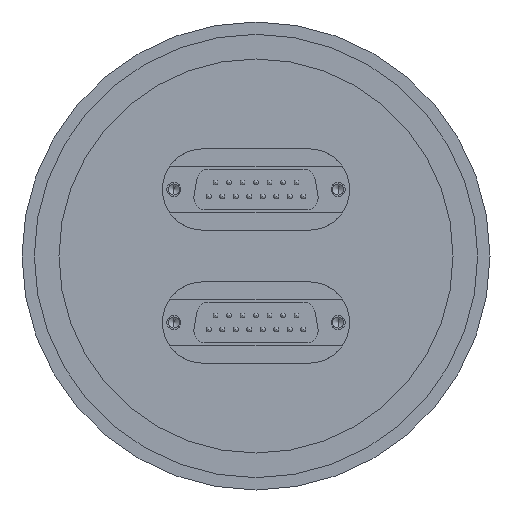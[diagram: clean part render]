
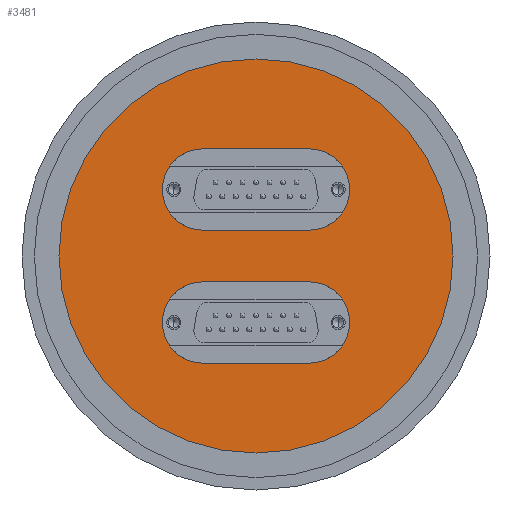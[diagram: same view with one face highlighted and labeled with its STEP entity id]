
A CAD part, front view. The second image highlights one B-rep face of the part: STEP entity #3481.
In plain terms, the highlighted planar face has unit normal (0, -1, 0).
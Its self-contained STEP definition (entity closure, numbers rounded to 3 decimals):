
#1 = ORIENTED_EDGE ( 'NONE', *, *, #3403, .T. ) ;
#62 = DIRECTION ( 'NONE',  ( 0., 0., -1. ) ) ;
#120 = VECTOR ( 'NONE', #519, 1000. ) ;
#121 = VERTEX_POINT ( 'NONE', #3796 ) ;
#176 = CARTESIAN_POINT ( 'NONE',  ( 10.75, -12., 21.75 ) ) ;
#181 = DIRECTION ( 'NONE',  ( 0., 0., -1. ) ) ;
#207 = FACE_OUTER_BOUND ( 'NONE', #2385, .T. ) ;
#218 = DIRECTION ( 'NONE',  ( 0., 0., 1. ) ) ;
#225 = LINE ( 'NONE', #2131, #120 ) ;
#277 = VECTOR ( 'NONE', #3173, 1000. ) ;
#280 = VERTEX_POINT ( 'NONE', #1884 ) ;
#289 = CARTESIAN_POINT ( 'NONE',  ( -10.75, -12., 5.25 ) ) ;
#296 = DIRECTION ( 'NONE',  ( 1., 0., 0. ) ) ;
#319 = LINE ( 'NONE', #3792, #277 ) ;
#322 = DIRECTION ( 'NONE',  ( 0., -1., 0. ) ) ;
#359 = AXIS2_PLACEMENT_3D ( 'NONE', #2288, #322, #2633 ) ;
#397 = DIRECTION ( 'NONE',  ( 0., -1., 0. ) ) ;
#448 = VERTEX_POINT ( 'NONE', #2645 ) ;
#474 = AXIS2_PLACEMENT_3D ( 'NONE', #4103, #2139, #181 ) ;
#519 = DIRECTION ( 'NONE',  ( -1., 0., 0. ) ) ;
#583 = CARTESIAN_POINT ( 'NONE',  ( 10.75, -12., 5.25 ) ) ;
#585 = CARTESIAN_POINT ( 'NONE',  ( -10.75, -12., -21.75 ) ) ;
#630 = CARTESIAN_POINT ( 'NONE',  ( 0., -12., 0. ) ) ;
#650 = CIRCLE ( 'NONE', #1494, 40. ) ;
#739 = DIRECTION ( 'NONE',  ( 1., 0., 0. ) ) ;
#757 = CIRCLE ( 'NONE', #359, 40. ) ;
#802 = EDGE_CURVE ( 'NONE', #1407, #4024, #319, .T. ) ;
#844 = VECTOR ( 'NONE', #296, 1000. ) ;
#891 = CARTESIAN_POINT ( 'NONE',  ( -10.75, -12., -5.25 ) ) ;
#943 = DIRECTION ( 'NONE',  ( 0., 0., -1. ) ) ;
#982 = CARTESIAN_POINT ( 'NONE',  ( 10.75, -12., -21.75 ) ) ;
#1013 = DIRECTION ( 'NONE',  ( 0., 1., 0. ) ) ;
#1052 = ORIENTED_EDGE ( 'NONE', *, *, #3471, .F. ) ;
#1087 = VERTEX_POINT ( 'NONE', #982 ) ;
#1234 = AXIS2_PLACEMENT_3D ( 'NONE', #3000, #1013, #3343 ) ;
#1299 = ORIENTED_EDGE ( 'NONE', *, *, #3118, .T. ) ;
#1354 = PLANE ( 'NONE',  #3256 ) ;
#1407 = VERTEX_POINT ( 'NONE', #583 ) ;
#1428 = CIRCLE ( 'NONE', #1738, 8.25 ) ;
#1477 = CIRCLE ( 'NONE', #1234, 8.25 ) ;
#1494 = AXIS2_PLACEMENT_3D ( 'NONE', #630, #2928, #943 ) ;
#1628 = CIRCLE ( 'NONE', #474, 8.25 ) ;
#1738 = AXIS2_PLACEMENT_3D ( 'NONE', #4144, #2187, #218 ) ;
#1839 = EDGE_CURVE ( 'NONE', #3325, #3151, #225, .T. ) ;
#1849 = VERTEX_POINT ( 'NONE', #176 ) ;
#1884 = CARTESIAN_POINT ( 'NONE',  ( 0., -12., 40. ) ) ;
#1908 = ORIENTED_EDGE ( 'NONE', *, *, #1839, .F. ) ;
#1975 = ORIENTED_EDGE ( 'NONE', *, *, #3061, .F. ) ;
#1985 = ORIENTED_EDGE ( 'NONE', *, *, #3348, .T. ) ;
#2015 = DIRECTION ( 'NONE',  ( 0., -1., 0. ) ) ;
#2067 = EDGE_LOOP ( 'NONE', ( #1, #2445, #1299, #2481 ) ) ;
#2131 = CARTESIAN_POINT ( 'NONE',  ( -10.75, -12., -5.25 ) ) ;
#2139 = DIRECTION ( 'NONE',  ( 0., -1., 0. ) ) ;
#2187 = DIRECTION ( 'NONE',  ( 0., 1., 0. ) ) ;
#2288 = CARTESIAN_POINT ( 'NONE',  ( 0., -12., 0. ) ) ;
#2385 = EDGE_LOOP ( 'NONE', ( #3779, #1985 ) ) ;
#2445 = ORIENTED_EDGE ( 'NONE', *, *, #3322, .T. ) ;
#2464 = EDGE_LOOP ( 'NONE', ( #1052, #4172, #1908, #1975 ) ) ;
#2481 = ORIENTED_EDGE ( 'NONE', *, *, #802, .T. ) ;
#2598 = LINE ( 'NONE', #4218, #844 ) ;
#2604 = CIRCLE ( 'NONE', #4119, 8.25 ) ;
#2633 = DIRECTION ( 'NONE',  ( 0., 0., -1. ) ) ;
#2645 = CARTESIAN_POINT ( 'NONE',  ( 0., -12., -40. ) ) ;
#2698 = DIRECTION ( 'NONE',  ( 0., 0., -1. ) ) ;
#2738 = FACE_BOUND ( 'NONE', #2464, .T. ) ;
#2821 = EDGE_CURVE ( 'NONE', #3151, #3163, #2604, .T. ) ;
#2854 = LINE ( 'NONE', #3031, #3917 ) ;
#2928 = DIRECTION ( 'NONE',  ( 0., -1., 0. ) ) ;
#3000 = CARTESIAN_POINT ( 'NONE',  ( -10.75, -12., 13.5 ) ) ;
#3031 = CARTESIAN_POINT ( 'NONE',  ( -10.75, -12., -21.75 ) ) ;
#3061 = EDGE_CURVE ( 'NONE', #1087, #3325, #1628, .T. ) ;
#3118 = EDGE_CURVE ( 'NONE', #1849, #1407, #1428, .T. ) ;
#3151 = VERTEX_POINT ( 'NONE', #891 ) ;
#3163 = VERTEX_POINT ( 'NONE', #585 ) ;
#3173 = DIRECTION ( 'NONE',  ( -1., 0., 0. ) ) ;
#3256 = AXIS2_PLACEMENT_3D ( 'NONE', #3673, #397, #2698 ) ;
#3287 = CARTESIAN_POINT ( 'NONE',  ( 10.75, -12., -5.25 ) ) ;
#3322 = EDGE_CURVE ( 'NONE', #121, #1849, #2598, .T. ) ;
#3325 = VERTEX_POINT ( 'NONE', #3287 ) ;
#3343 = DIRECTION ( 'NONE',  ( 0., 0., 1. ) ) ;
#3348 = EDGE_CURVE ( 'NONE', #280, #448, #757, .T. ) ;
#3403 = EDGE_CURVE ( 'NONE', #4024, #121, #1477, .T. ) ;
#3471 = EDGE_CURVE ( 'NONE', #3163, #1087, #2854, .T. ) ;
#3481 = ADVANCED_FACE ( 'NONE', ( #207, #3615, #2738 ), #1354, .T. ) ;
#3615 = FACE_BOUND ( 'NONE', #2067, .T. ) ;
#3673 = CARTESIAN_POINT ( 'NONE',  ( 0., -12., -40. ) ) ;
#3779 = ORIENTED_EDGE ( 'NONE', *, *, #3940, .T. ) ;
#3792 = CARTESIAN_POINT ( 'NONE',  ( -10.75, -12., 5.25 ) ) ;
#3796 = CARTESIAN_POINT ( 'NONE',  ( -10.75, -12., 21.75 ) ) ;
#3917 = VECTOR ( 'NONE', #739, 1000. ) ;
#3940 = EDGE_CURVE ( 'NONE', #448, #280, #650, .T. ) ;
#3998 = CARTESIAN_POINT ( 'NONE',  ( -10.75, -12., -13.5 ) ) ;
#4024 = VERTEX_POINT ( 'NONE', #289 ) ;
#4103 = CARTESIAN_POINT ( 'NONE',  ( 10.75, -12., -13.5 ) ) ;
#4119 = AXIS2_PLACEMENT_3D ( 'NONE', #3998, #2015, #62 ) ;
#4144 = CARTESIAN_POINT ( 'NONE',  ( 10.75, -12., 13.5 ) ) ;
#4172 = ORIENTED_EDGE ( 'NONE', *, *, #2821, .F. ) ;
#4218 = CARTESIAN_POINT ( 'NONE',  ( -10.75, -12., 21.75 ) ) ;
